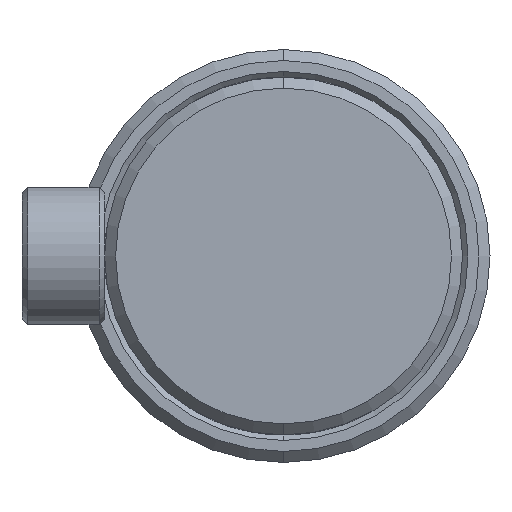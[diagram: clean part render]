
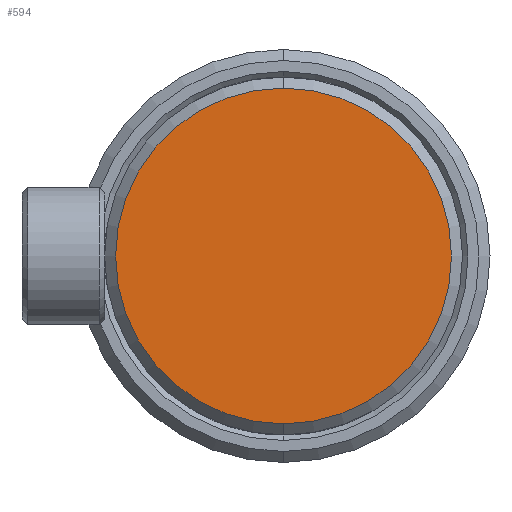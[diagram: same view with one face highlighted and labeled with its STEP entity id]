
A CAD part, left-side view. The second image highlights one B-rep face of the part: STEP entity #594.
In plain terms, the highlighted planar face has unit normal (-1, 0, 0).
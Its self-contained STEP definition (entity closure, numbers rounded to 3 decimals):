
#36 = DIRECTION ( 'NONE',  ( 1., 0., 0. ) ) ;
#119 = DIRECTION ( 'NONE',  ( 0., 0., -1. ) ) ;
#237 = CARTESIAN_POINT ( 'NONE',  ( -53., 0., 0. ) ) ;
#431 = PLANE ( 'NONE',  #1457 ) ;
#463 = CARTESIAN_POINT ( 'NONE',  ( -53., 0., 30.5 ) ) ;
#594 = ADVANCED_FACE ( 'NONE', ( #1744 ), #431, .F. ) ;
#651 = CARTESIAN_POINT ( 'NONE',  ( -53., 32.5, 0. ) ) ;
#736 = CARTESIAN_POINT ( 'NONE',  ( -53., 0., 0. ) ) ;
#753 = EDGE_CURVE ( 'NONE', #2038, #2330, #3092, .T. ) ;
#1286 = AXIS2_PLACEMENT_3D ( 'NONE', #736, #2649, #2838 ) ;
#1310 = EDGE_CURVE ( 'NONE', #2330, #2038, #1801, .T. ) ;
#1457 = AXIS2_PLACEMENT_3D ( 'NONE', #651, #36, #119 ) ;
#1704 = DIRECTION ( 'NONE',  ( -1., 0., 0. ) ) ;
#1744 = FACE_OUTER_BOUND ( 'NONE', #3096, .T. ) ;
#1801 = CIRCLE ( 'NONE', #3125, 30.5 ) ;
#2038 = VERTEX_POINT ( 'NONE', #2976 ) ;
#2330 = VERTEX_POINT ( 'NONE', #463 ) ;
#2649 = DIRECTION ( 'NONE',  ( -1., 0., 0. ) ) ;
#2696 = ORIENTED_EDGE ( 'NONE', *, *, #1310, .T. ) ;
#2838 = DIRECTION ( 'NONE',  ( 0., 0., -1. ) ) ;
#2976 = CARTESIAN_POINT ( 'NONE',  ( -53., 0., -30.5 ) ) ;
#3010 = ORIENTED_EDGE ( 'NONE', *, *, #753, .T. ) ;
#3092 = CIRCLE ( 'NONE', #1286, 30.5 ) ;
#3096 = EDGE_LOOP ( 'NONE', ( #3010, #2696 ) ) ;
#3125 = AXIS2_PLACEMENT_3D ( 'NONE', #237, #1704, #3175 ) ;
#3175 = DIRECTION ( 'NONE',  ( 0., 0., -1. ) ) ;
